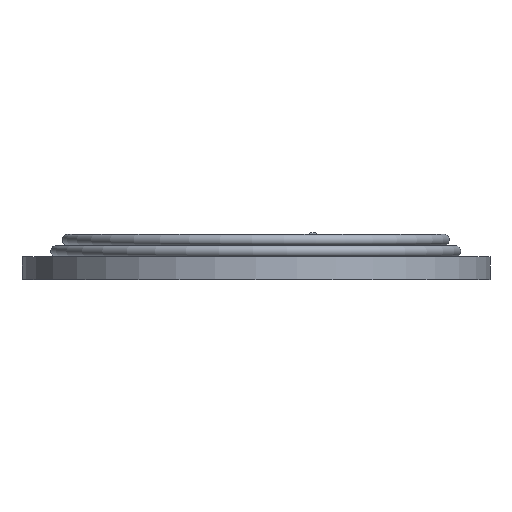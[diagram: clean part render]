
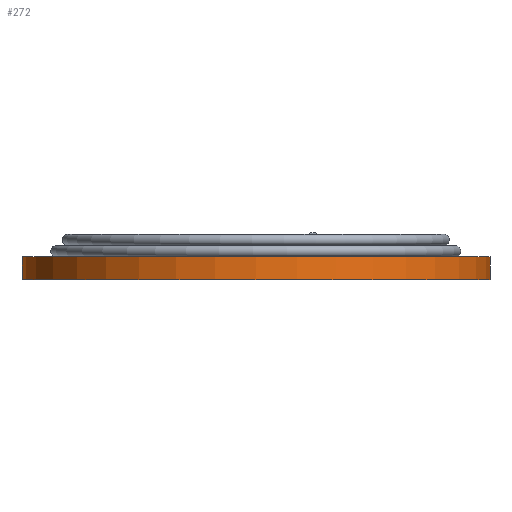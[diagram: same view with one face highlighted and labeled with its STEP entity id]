
A CAD part, left-side view. The second image highlights one B-rep face of the part: STEP entity #272.
In plain terms, the highlighted cylindrical face has radius 10.25 mm (diameter 20.5 mm), a full revolution.
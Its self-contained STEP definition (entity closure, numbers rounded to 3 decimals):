
#272 = ADVANCED_FACE( '', ( #666, #667 ), #668, .T. );
#666 = FACE_OUTER_BOUND( '', #1647, .T. );
#667 = FACE_OUTER_BOUND( '', #1648, .T. );
#668 = CYLINDRICAL_SURFACE( '', #1649, 10.25 );
#1647 = EDGE_LOOP( '', ( #3332 ) );
#1648 = EDGE_LOOP( '', ( #3333 ) );
#1649 = AXIS2_PLACEMENT_3D( '', #3334, #3335, #3336 );
#3332 = ORIENTED_EDGE( '', *, *, #5270, .F. );
#3333 = ORIENTED_EDGE( '', *, *, #5271, .T. );
#3334 = CARTESIAN_POINT( '', ( 0., 0., -1. ) );
#3335 = DIRECTION( '', ( 0., 0., -1. ) );
#3336 = DIRECTION( '', ( 1., 0., 0. ) );
#5270 = EDGE_CURVE( '', #5841, #5841, #5842, .T. );
#5271 = EDGE_CURVE( '', #5843, #5843, #5844, .T. );
#5841 = VERTEX_POINT( '', #7219 );
#5842 = CIRCLE( '', #7220, 10.25 );
#5843 = VERTEX_POINT( '', #7221 );
#5844 = CIRCLE( '', #7222, 10.25 );
#7219 = CARTESIAN_POINT( '', ( 10.25, 0., -1. ) );
#7220 = AXIS2_PLACEMENT_3D( '', #9338, #9339, #9340 );
#7221 = CARTESIAN_POINT( '', ( 10.25, 0., 0. ) );
#7222 = AXIS2_PLACEMENT_3D( '', #9341, #9342, #9343 );
#9338 = CARTESIAN_POINT( '', ( 0., 0., -1. ) );
#9339 = DIRECTION( '', ( 0., 0., -1. ) );
#9340 = DIRECTION( '', ( 1., 0., 0. ) );
#9341 = CARTESIAN_POINT( '', ( 0., 0., 0. ) );
#9342 = DIRECTION( '', ( 0., 0., -1. ) );
#9343 = DIRECTION( '', ( 1., 0., 0. ) );
